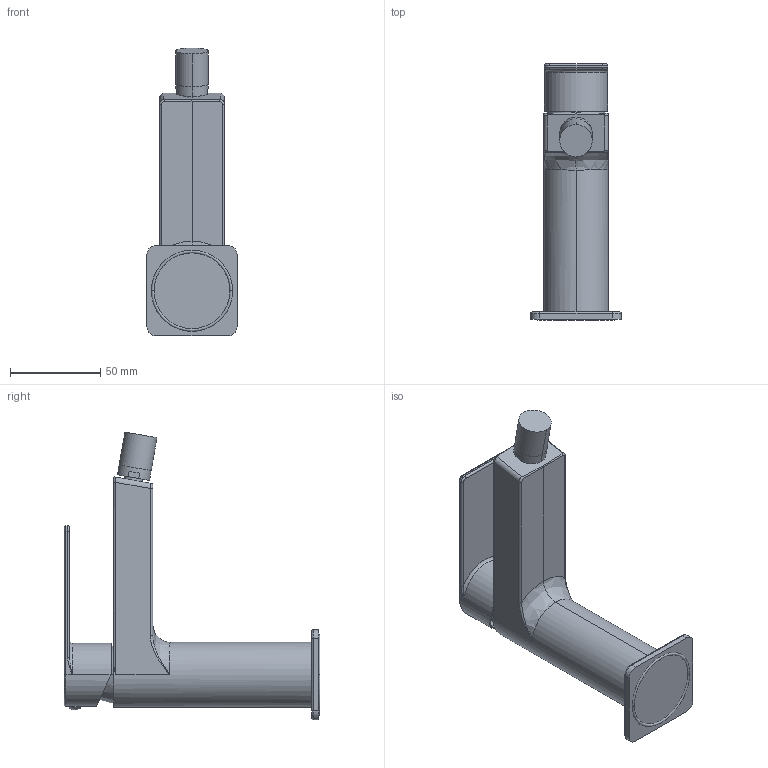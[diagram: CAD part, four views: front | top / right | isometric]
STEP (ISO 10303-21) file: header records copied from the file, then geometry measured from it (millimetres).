
FILE_DESCRIPTION((''),'2;1');
FILE_NAME('TA131CR','2021-01-18T10:09:23',('ut3'),('PAFFONI SpA'),'CREO PARAMETRIC BY PTC INC, 2020044','CREO PARAMETRIC BY PTC INC, 2020044','');
FILE_SCHEMA(('CONFIG_CONTROL_DESIGN','SHAPE_APPEARANCE_LAYERS_GROUPS'));
Length unit declared in the file: millimetre
Products named in the file (1): TA131CR
Bounding box: 50 x 141.7 x 159.44 mm (x, y, z)
Surface area: 43087.9 mm2 (no closed solid volume)
Topology: 0 solids, 9 shells, 99 faces, 246 edges, 149 vertices
Faces by surface type: cylinder 39, plane 28, bspline 14, torus 12, cone 4, sphere 2
Entity records: 5046 total; most frequent: CARTESIAN_POINT 1950, ORIENTED_EDGE 458, DIRECTION 450, EDGE_CURVE 240, AXIS2_PLACEMENT_3D 182, VERTEX_POINT 149, FILL_AREA_STYLE_COLOUR 126, FILL_AREA_STYLE 126
